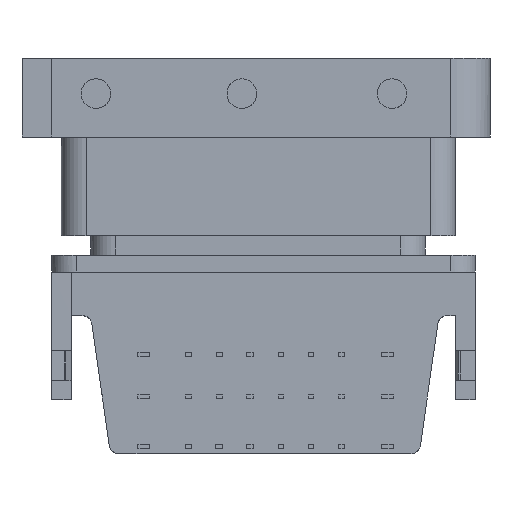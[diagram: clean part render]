
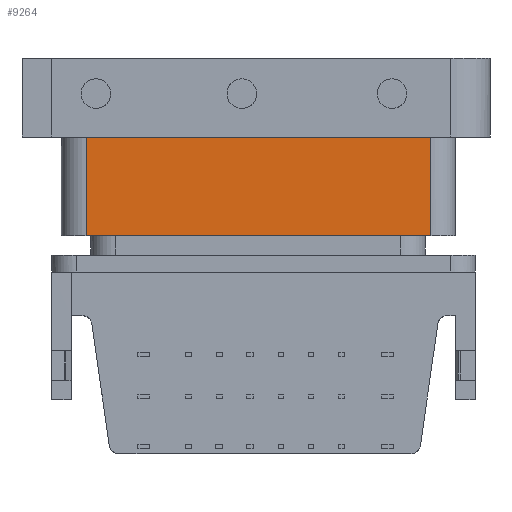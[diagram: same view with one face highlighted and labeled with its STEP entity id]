
A CAD part, front view. The second image highlights one B-rep face of the part: STEP entity #9264.
In plain terms, the highlighted planar face has unit normal (0, -1, 0).
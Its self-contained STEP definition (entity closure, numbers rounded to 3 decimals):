
#9173=CARTESIAN_POINT('Vertex',(38.5,1.,0.)) ;
#9215=CARTESIAN_POINT('Vertex',(3.5,1.,0.)) ;
#9218=CARTESIAN_POINT('Line Origine',(21.,1.,0.)) ;
#9234=CARTESIAN_POINT('Axis2P3D Location',(3.5,1.,0.)) ;
#9239=CARTESIAN_POINT('Line Origine',(38.5,1.,-5.)) ;
#9243=CARTESIAN_POINT('Vertex',(38.5,1.,-10.)) ;
#9246=CARTESIAN_POINT('Line Origine',(3.5,1.,-5.)) ;
#9250=CARTESIAN_POINT('Vertex',(3.5,1.,-10.)) ;
#9253=CARTESIAN_POINT('Line Origine',(21.,1.,-10.)) ;
#9219=DIRECTION('Vector Direction',(1.,0.,0.)) ;
#9235=DIRECTION('Axis2P3D Direction',(-0.,1.,0.)) ;
#9236=DIRECTION('Axis2P3D XDirection',(1.,0.,0.)) ;
#9240=DIRECTION('Vector Direction',(0.,0.,-1.)) ;
#9247=DIRECTION('Vector Direction',(0.,0.,-1.)) ;
#9254=DIRECTION('Vector Direction',(1.,0.,0.)) ;
#9237=AXIS2_PLACEMENT_3D('Plane Axis2P3D',#9234,#9235,#9236) ;
#9259=ORIENTED_EDGE('',*,*,#9245,.F.) ;
#9260=ORIENTED_EDGE('',*,*,#9222,.T.) ;
#9261=ORIENTED_EDGE('',*,*,#9252,.T.) ;
#9262=ORIENTED_EDGE('',*,*,#9257,.F.) ;
#9220=VECTOR('Line Direction',#9219,1.) ;
#9241=VECTOR('Line Direction',#9240,1.) ;
#9248=VECTOR('Line Direction',#9247,1.) ;
#9255=VECTOR('Line Direction',#9254,1.) ;
#9264=ADVANCED_FACE('PartBody',(#9263),#9238,.F.) ;
#9222=EDGE_CURVE('',#9174,#9216,#9221,.F.) ;
#9245=EDGE_CURVE('',#9174,#9244,#9242,.T.) ;
#9252=EDGE_CURVE('',#9216,#9251,#9249,.T.) ;
#9257=EDGE_CURVE('',#9244,#9251,#9256,.F.) ;
#9258=EDGE_LOOP('',(#9259,#9260,#9261,#9262)) ;
#9263=FACE_OUTER_BOUND('',#9258,.T.) ;
#9221=LINE('Line',#9218,#9220) ;
#9242=LINE('Line',#9239,#9241) ;
#9249=LINE('Line',#9246,#9248) ;
#9256=LINE('Line',#9253,#9255) ;
#9238=PLANE('',#9237) ;
#9174=VERTEX_POINT('',#9173) ;
#9216=VERTEX_POINT('',#9215) ;
#9244=VERTEX_POINT('',#9243) ;
#9251=VERTEX_POINT('',#9250) ;
